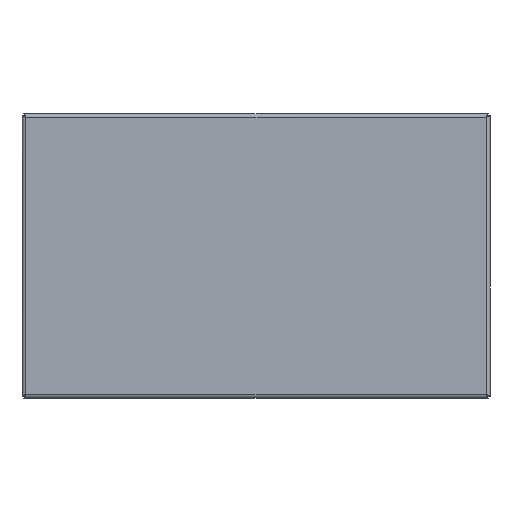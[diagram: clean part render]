
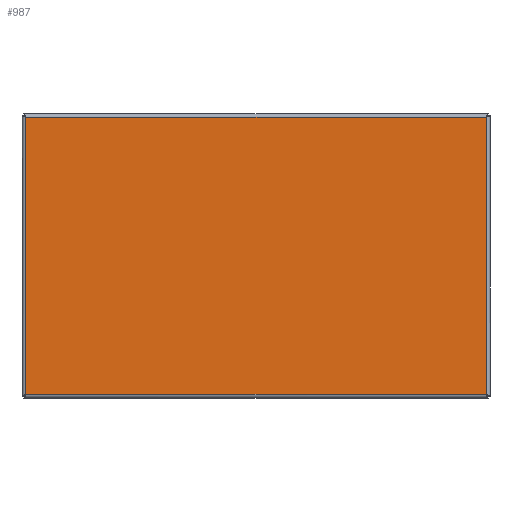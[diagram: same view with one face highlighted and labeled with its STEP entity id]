
A CAD part, top view. The second image highlights one B-rep face of the part: STEP entity #987.
In plain terms, the highlighted planar face has unit normal (0, 0, 1).
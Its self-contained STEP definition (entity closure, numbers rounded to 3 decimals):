
#100=FACE_OUTER_BOUND('',#158,.T.);
#158=EDGE_LOOP('',(#768,#769,#770,#771));
#255=LINE('',#1713,#341);
#265=LINE('',#1784,#351);
#272=LINE('',#1850,#358);
#275=LINE('',#1909,#361);
#341=VECTOR('',#1160,10.);
#351=VECTOR('',#1178,10.);
#358=VECTOR('',#1191,10.);
#361=VECTOR('',#1198,10.);
#443=VERTEX_POINT('',#1704);
#444=VERTEX_POINT('',#1712);
#447=VERTEX_POINT('',#1783);
#449=VERTEX_POINT('',#1849);
#538=EDGE_CURVE('',#444,#443,#255,.T.);
#550=EDGE_CURVE('',#447,#444,#265,.T.);
#559=EDGE_CURVE('',#449,#447,#272,.T.);
#564=EDGE_CURVE('',#443,#449,#275,.T.);
#768=ORIENTED_EDGE('',*,*,#538,.T.);
#769=ORIENTED_EDGE('',*,*,#564,.T.);
#770=ORIENTED_EDGE('',*,*,#559,.T.);
#771=ORIENTED_EDGE('',*,*,#550,.T.);
#876=PLANE('',#1049);
#987=ADVANCED_FACE('',(#100),#876,.F.);
#1049=AXIS2_PLACEMENT_3D('',#1958,#1201,#1202);
#1160=DIRECTION('',(0.,1.,0.));
#1178=DIRECTION('',(1.,0.,0.));
#1191=DIRECTION('',(0.,-1.,0.));
#1198=DIRECTION('',(-1.,0.,0.));
#1201=DIRECTION('center_axis',(0.,0.,-1.));
#1202=DIRECTION('ref_axis',(-1.,0.,0.));
#1704=CARTESIAN_POINT('',(246.,148.,99.));
#1712=CARTESIAN_POINT('',(246.,-148.,99.));
#1713=CARTESIAN_POINT('',(246.,-74.,99.));
#1783=CARTESIAN_POINT('',(-246.,-148.,99.));
#1784=CARTESIAN_POINT('',(-123.,-148.,99.));
#1849=CARTESIAN_POINT('',(-246.,148.,99.));
#1850=CARTESIAN_POINT('',(-246.,74.,99.));
#1909=CARTESIAN_POINT('',(123.,148.,99.));
#1958=CARTESIAN_POINT('Origin',(0.,0.,
99.));
